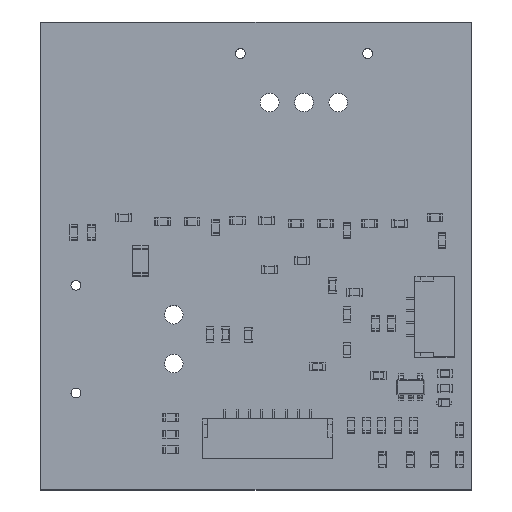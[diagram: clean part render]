
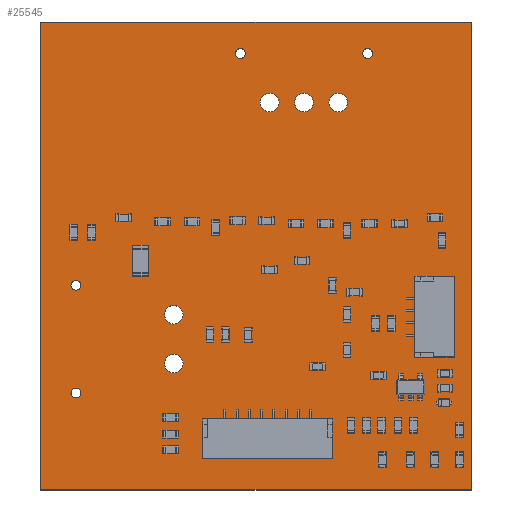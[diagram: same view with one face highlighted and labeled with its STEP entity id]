
A CAD part, top view. The second image highlights one B-rep face of the part: STEP entity #25545.
In plain terms, the highlighted planar face has unit normal (0, 0, 1).
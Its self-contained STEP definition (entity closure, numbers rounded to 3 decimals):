
#25334 = VERTEX_POINT('',#25335);
#25335 = CARTESIAN_POINT('',(167.6,-150.6,1.6));
#25341 = EDGE_CURVE('',#25334,#25342,#25344,.T.);
#25342 = VERTEX_POINT('',#25343);
#25343 = CARTESIAN_POINT('',(123.6,-150.6,1.6));
#25344 = LINE('',#25345,#25346);
#25345 = CARTESIAN_POINT('',(167.6,-150.6,1.6));
#25346 = VECTOR('',#25347,1.);
#25347 = DIRECTION('',(-1.,0.,0.));
#25374 = VERTEX_POINT('',#25375);
#25375 = CARTESIAN_POINT('',(167.6,-102.8,1.6));
#25381 = EDGE_CURVE('',#25374,#25334,#25382,.T.);
#25382 = LINE('',#25383,#25384);
#25383 = CARTESIAN_POINT('',(167.6,-102.8,1.6));
#25384 = VECTOR('',#25385,1.);
#25385 = DIRECTION('',(0.,-1.,0.));
#25403 = EDGE_CURVE('',#25342,#25404,#25406,.T.);
#25404 = VERTEX_POINT('',#25405);
#25405 = CARTESIAN_POINT('',(123.6,-102.8,1.6));
#25406 = LINE('',#25407,#25408);
#25407 = CARTESIAN_POINT('',(123.6,-150.6,1.6));
#25408 = VECTOR('',#25409,1.);
#25409 = DIRECTION('',(0.,1.,0.));
#25545 = ADVANCED_FACE('',(#25546,#25557,#25568,#25579,#25590,#25601,
    #25612,#25623,#25634,#25645),#25656,.T.);
#25546 = FACE_BOUND('',#25547,.T.);
#25547 = EDGE_LOOP('',(#25548,#25549,#25550,#25556));
#25548 = ORIENTED_EDGE('',*,*,#25341,.F.);
#25549 = ORIENTED_EDGE('',*,*,#25381,.F.);
#25550 = ORIENTED_EDGE('',*,*,#25551,.F.);
#25551 = EDGE_CURVE('',#25404,#25374,#25552,.T.);
#25552 = LINE('',#25553,#25554);
#25553 = CARTESIAN_POINT('',(123.6,-102.8,1.6));
#25554 = VECTOR('',#25555,1.);
#25555 = DIRECTION('',(1.,0.,0.));
#25556 = ORIENTED_EDGE('',*,*,#25403,.F.);
#25557 = FACE_BOUND('',#25558,.T.);
#25558 = EDGE_LOOP('',(#25559));
#25559 = ORIENTED_EDGE('',*,*,#25560,.T.);
#25560 = EDGE_CURVE('',#25561,#25561,#25563,.T.);
#25561 = VERTEX_POINT('',#25562);
#25562 = CARTESIAN_POINT('',(127.2,-141.2,1.6));
#25563 = CIRCLE('',#25564,0.5);
#25564 = AXIS2_PLACEMENT_3D('',#25565,#25566,#25567);
#25565 = CARTESIAN_POINT('',(127.2,-140.7,1.6));
#25566 = DIRECTION('',(-0.,0.,-1.));
#25567 = DIRECTION('',(-0.,-1.,0.));
#25568 = FACE_BOUND('',#25569,.T.);
#25569 = EDGE_LOOP('',(#25570));
#25570 = ORIENTED_EDGE('',*,*,#25571,.T.);
#25571 = EDGE_CURVE('',#25572,#25572,#25574,.T.);
#25572 = VERTEX_POINT('',#25573);
#25573 = CARTESIAN_POINT('',(137.2,-138.65,1.6));
#25574 = CIRCLE('',#25575,0.95);
#25575 = AXIS2_PLACEMENT_3D('',#25576,#25577,#25578);
#25576 = CARTESIAN_POINT('',(137.2,-137.7,1.6));
#25577 = DIRECTION('',(-0.,0.,-1.));
#25578 = DIRECTION('',(-0.,-1.,0.));
#25579 = FACE_BOUND('',#25580,.T.);
#25580 = EDGE_LOOP('',(#25581));
#25581 = ORIENTED_EDGE('',*,*,#25582,.T.);
#25582 = EDGE_CURVE('',#25583,#25583,#25585,.T.);
#25583 = VERTEX_POINT('',#25584);
#25584 = CARTESIAN_POINT('',(137.2,-133.65,1.6));
#25585 = CIRCLE('',#25586,0.95);
#25586 = AXIS2_PLACEMENT_3D('',#25587,#25588,#25589);
#25587 = CARTESIAN_POINT('',(137.2,-132.7,1.6));
#25588 = DIRECTION('',(-0.,0.,-1.));
#25589 = DIRECTION('',(-0.,-1.,0.));
#25590 = FACE_BOUND('',#25591,.T.);
#25591 = EDGE_LOOP('',(#25592));
#25592 = ORIENTED_EDGE('',*,*,#25593,.T.);
#25593 = EDGE_CURVE('',#25594,#25594,#25596,.T.);
#25594 = VERTEX_POINT('',#25595);
#25595 = CARTESIAN_POINT('',(127.2,-130.2,1.6));
#25596 = CIRCLE('',#25597,0.5);
#25597 = AXIS2_PLACEMENT_3D('',#25598,#25599,#25600);
#25598 = CARTESIAN_POINT('',(127.2,-129.7,1.6));
#25599 = DIRECTION('',(-0.,0.,-1.));
#25600 = DIRECTION('',(-0.,-1.,0.));
#25601 = FACE_BOUND('',#25602,.T.);
#25602 = EDGE_LOOP('',(#25603));
#25603 = ORIENTED_EDGE('',*,*,#25604,.T.);
#25604 = EDGE_CURVE('',#25605,#25605,#25607,.T.);
#25605 = VERTEX_POINT('',#25606);
#25606 = CARTESIAN_POINT('',(147.,-111.975,1.6));
#25607 = CIRCLE('',#25608,0.95);
#25608 = AXIS2_PLACEMENT_3D('',#25609,#25610,#25611);
#25609 = CARTESIAN_POINT('',(147.,-111.025,1.6));
#25610 = DIRECTION('',(-0.,0.,-1.));
#25611 = DIRECTION('',(-0.,-1.,0.));
#25612 = FACE_BOUND('',#25613,.T.);
#25613 = EDGE_LOOP('',(#25614));
#25614 = ORIENTED_EDGE('',*,*,#25615,.T.);
#25615 = EDGE_CURVE('',#25616,#25616,#25618,.T.);
#25616 = VERTEX_POINT('',#25617);
#25617 = CARTESIAN_POINT('',(144.,-106.525,1.6));
#25618 = CIRCLE('',#25619,0.5);
#25619 = AXIS2_PLACEMENT_3D('',#25620,#25621,#25622);
#25620 = CARTESIAN_POINT('',(144.,-106.025,1.6));
#25621 = DIRECTION('',(-0.,0.,-1.));
#25622 = DIRECTION('',(-0.,-1.,0.));
#25623 = FACE_BOUND('',#25624,.T.);
#25624 = EDGE_LOOP('',(#25625));
#25625 = ORIENTED_EDGE('',*,*,#25626,.T.);
#25626 = EDGE_CURVE('',#25627,#25627,#25629,.T.);
#25627 = VERTEX_POINT('',#25628);
#25628 = CARTESIAN_POINT('',(150.5,-111.975,1.6));
#25629 = CIRCLE('',#25630,0.95);
#25630 = AXIS2_PLACEMENT_3D('',#25631,#25632,#25633);
#25631 = CARTESIAN_POINT('',(150.5,-111.025,1.6));
#25632 = DIRECTION('',(-0.,0.,-1.));
#25633 = DIRECTION('',(-0.,-1.,0.));
#25634 = FACE_BOUND('',#25635,.T.);
#25635 = EDGE_LOOP('',(#25636));
#25636 = ORIENTED_EDGE('',*,*,#25637,.T.);
#25637 = EDGE_CURVE('',#25638,#25638,#25640,.T.);
#25638 = VERTEX_POINT('',#25639);
#25639 = CARTESIAN_POINT('',(154.,-111.975,1.6));
#25640 = CIRCLE('',#25641,0.95);
#25641 = AXIS2_PLACEMENT_3D('',#25642,#25643,#25644);
#25642 = CARTESIAN_POINT('',(154.,-111.025,1.6));
#25643 = DIRECTION('',(-0.,0.,-1.));
#25644 = DIRECTION('',(-0.,-1.,0.));
#25645 = FACE_BOUND('',#25646,.T.);
#25646 = EDGE_LOOP('',(#25647));
#25647 = ORIENTED_EDGE('',*,*,#25648,.T.);
#25648 = EDGE_CURVE('',#25649,#25649,#25651,.T.);
#25649 = VERTEX_POINT('',#25650);
#25650 = CARTESIAN_POINT('',(157.,-106.525,1.6));
#25651 = CIRCLE('',#25652,0.5);
#25652 = AXIS2_PLACEMENT_3D('',#25653,#25654,#25655);
#25653 = CARTESIAN_POINT('',(157.,-106.025,1.6));
#25654 = DIRECTION('',(-0.,0.,-1.));
#25655 = DIRECTION('',(-0.,-1.,0.));
#25656 = PLANE('',#25657);
#25657 = AXIS2_PLACEMENT_3D('',#25658,#25659,#25660);
#25658 = CARTESIAN_POINT('',(0.,0.,1.6));
#25659 = DIRECTION('',(0.,0.,1.));
#25660 = DIRECTION('',(1.,0.,-0.));
